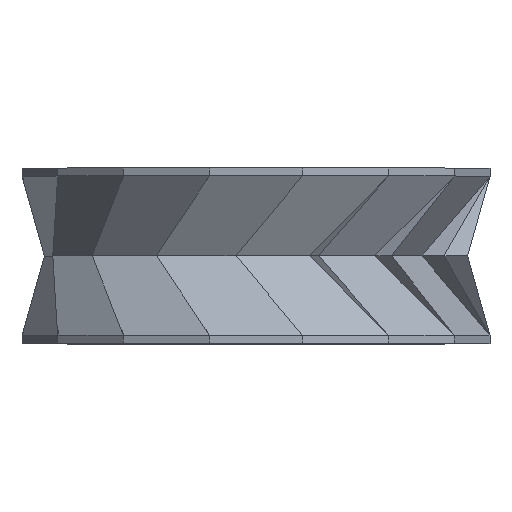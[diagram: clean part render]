
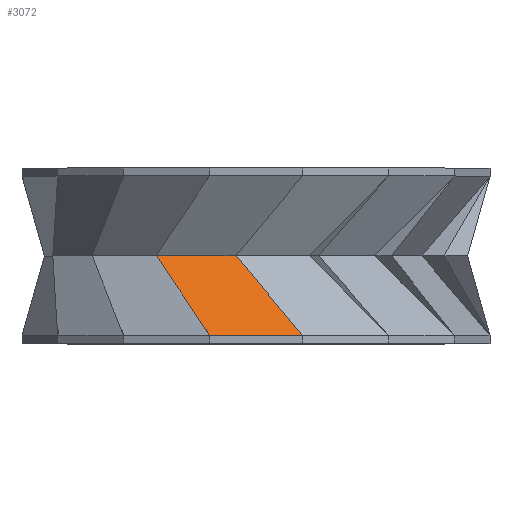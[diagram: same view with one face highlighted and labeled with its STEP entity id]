
A CAD part, top view. The second image highlights one B-rep face of the part: STEP entity #3072.
In plain terms, the highlighted planar face has unit normal (0, 0.5, 0.866).
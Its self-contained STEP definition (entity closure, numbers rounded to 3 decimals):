
#184=FACE_OUTER_BOUND('',#380,.T.);
#380=EDGE_LOOP('',(#2617,#2618,#2619,#2620));
#689=LINE('',#4690,#1105);
#765=LINE('',#4843,#1181);
#798=LINE('',#4906,#1214);
#799=LINE('',#4907,#1215);
#1105=VECTOR('',#3836,10.);
#1181=VECTOR('',#3982,10.);
#1214=VECTOR('',#4045,10.);
#1215=VECTOR('',#4046,10.);
#1404=VERTEX_POINT('',#4687);
#1405=VERTEX_POINT('',#4689);
#1445=VERTEX_POINT('',#4836);
#1447=VERTEX_POINT('',#4842);
#1745=EDGE_CURVE('',#1404,#1405,#689,.T.);
#1821=EDGE_CURVE('',#1445,#1447,#765,.T.);
#1854=EDGE_CURVE('',#1404,#1445,#798,.T.);
#1855=EDGE_CURVE('',#1447,#1405,#799,.T.);
#2617=ORIENTED_EDGE('',*,*,#1854,.T.);
#2618=ORIENTED_EDGE('',*,*,#1821,.T.);
#2619=ORIENTED_EDGE('',*,*,#1855,.T.);
#2620=ORIENTED_EDGE('',*,*,#1745,.F.);
#2878=PLANE('',#3289);
#3072=ADVANCED_FACE('',(#184),#2878,.F.);
#3289=AXIS2_PLACEMENT_3D('',#4905,#4043,#4044);
#3836=DIRECTION('',(1.,0.,0.));
#3982=DIRECTION('',(1.,0.,0.));
#4043=DIRECTION('center_axis',(0.,-0.5,-0.866));
#4044=DIRECTION('ref_axis',(-1.,0.,0.));
#4045=DIRECTION('',(0.498,-0.751,0.434));
#4046=DIRECTION('',(-0.585,0.702,-0.405));
#4687=CARTESIAN_POINT('',(-14.956,12.,28.271));
#4689=CARTESIAN_POINT('',(-2.998,12.,28.271));
#4690=CARTESIAN_POINT('',(-5.196,12.,28.271));
#4836=CARTESIAN_POINT('',(-7.002,0.,35.199));
#4842=CARTESIAN_POINT('',(7.002,0.,35.199));
#4843=CARTESIAN_POINT('',(-7.002,0.,35.199));
#4905=CARTESIAN_POINT('Origin',(-10.392,6.,31.735));
#4906=CARTESIAN_POINT('',(-12.719,8.626,30.219));
#4907=CARTESIAN_POINT('',(-1.799,10.56,29.102));
